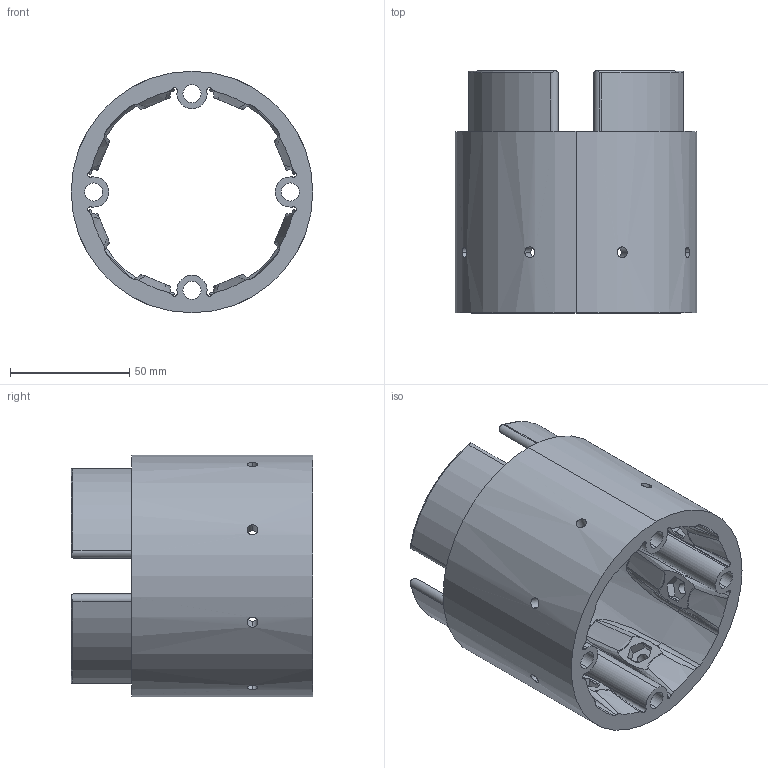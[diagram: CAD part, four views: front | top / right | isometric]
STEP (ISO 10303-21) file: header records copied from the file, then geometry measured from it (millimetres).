
FILE_DESCRIPTION (( 'STEP AP214' ), '1' );
FILE_NAME ('NSCN-SLDR-4X250R-8X832HNC Nose Cone Shoulder, Mojave Sphinx.STEP', '2024-08-17T20:26:35', ( '' ), ( '' ), 'SwSTEP 2.0', 'SolidWorks 2022', '' );
FILE_SCHEMA (( 'AUTOMOTIVE_DESIGN' ));
Length unit declared in the file: inch
Products named in the file (1): NSCN-SLDR-4X250R-8X832HNC Nose Cone Shoulder, Mojave Sphinx
Bounding box: 101.5 x 101.6 x 101.5 mm (x, y, z)
Volume: 195513.1 mm3; surface area: 74958.7 mm2
Topology: 1 solids, 1 shells, 357 faces, 993 edges, 646 vertices
Faces by surface type: plane 118, cylinder 99, bspline 88, cone 24, sphere 16, torus 12
Entity records: 17233 total; most frequent: CARTESIAN_POINT 8849, ORIENTED_EDGE 1986, DIRECTION 1443, EDGE_CURVE 993, VERTEX_POINT 646, AXIS2_PLACEMENT_3D 540, EDGE_LOOP 391, VECTOR 363
